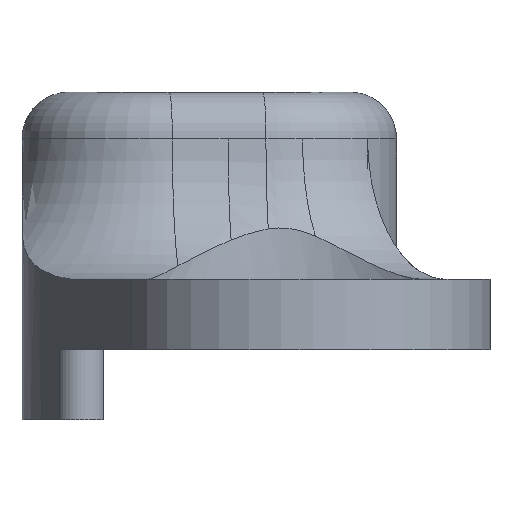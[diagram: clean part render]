
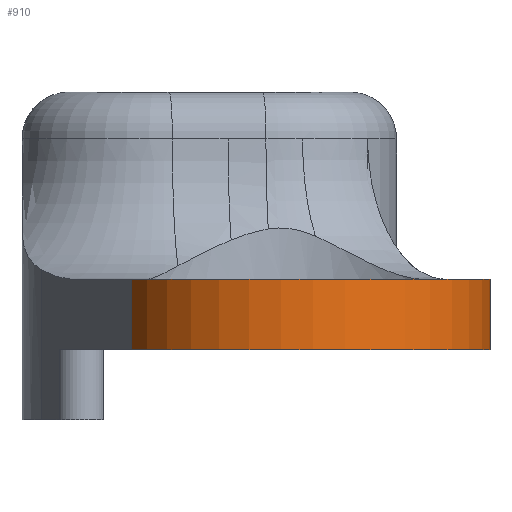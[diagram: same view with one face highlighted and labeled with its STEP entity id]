
A CAD part, left-side view. The second image highlights one B-rep face of the part: STEP entity #910.
In plain terms, the highlighted cylindrical face has radius 4 mm (diameter 8 mm), a partial arc.
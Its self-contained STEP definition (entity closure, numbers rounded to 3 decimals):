
#92=LINE('',#1702,#152);
#93=LINE('',#1704,#153);
#152=VECTOR('',#1269,10.);
#153=VECTOR('',#1272,10.);
#210=FACE_OUTER_BOUND('',#264,.T.);
#264=EDGE_LOOP('',(#771,#772,#773,#774));
#328=CIRCLE('',#1021,4.);
#331=CIRCLE('',#1026,4.);
#420=VERTEX_POINT('',#1674);
#421=VERTEX_POINT('',#1676);
#428=VERTEX_POINT('',#1693);
#429=VERTEX_POINT('',#1695);
#541=EDGE_CURVE('',#420,#421,#328,.T.);
#550=EDGE_CURVE('',#429,#428,#331,.T.);
#554=EDGE_CURVE('',#428,#421,#92,.T.);
#555=EDGE_CURVE('',#429,#420,#93,.T.);
#771=ORIENTED_EDGE('',*,*,#550,.T.);
#772=ORIENTED_EDGE('',*,*,#554,.T.);
#773=ORIENTED_EDGE('',*,*,#541,.F.);
#774=ORIENTED_EDGE('',*,*,#555,.F.);
#869=CYLINDRICAL_SURFACE('',#1028,4.);
#910=ADVANCED_FACE('',(#210),#869,.T.);
#1021=AXIS2_PLACEMENT_3D('',#1677,#1246,#1247);
#1026=AXIS2_PLACEMENT_3D('',#1696,#1262,#1263);
#1028=AXIS2_PLACEMENT_3D('',#1703,#1270,#1271);
#1246=DIRECTION('center_axis',(0.,0.,1.));
#1247=DIRECTION('ref_axis',(-1.,0.,0.));
#1262=DIRECTION('center_axis',(0.,0.,1.));
#1263=DIRECTION('ref_axis',(-1.,0.,0.));
#1269=DIRECTION('',(0.,0.,1.));
#1270=DIRECTION('center_axis',(0.,0.,1.));
#1271=DIRECTION('ref_axis',(-1.,0.,0.));
#1272=DIRECTION('',(0.,0.,1.));
#1674=CARTESIAN_POINT('',(2.401,38.916,1.5));
#1676=CARTESIAN_POINT('',(6.144,31.873,1.5));
#1677=CARTESIAN_POINT('Origin',(4.,35.25,1.5));
#1693=CARTESIAN_POINT('',(6.144,31.873,0.));
#1695=CARTESIAN_POINT('',(2.401,38.916,0.));
#1696=CARTESIAN_POINT('Origin',(4.,35.25,0.));
#1702=CARTESIAN_POINT('',(6.144,31.873,0.));
#1703=CARTESIAN_POINT('Origin',(4.,35.25,0.));
#1704=CARTESIAN_POINT('',(2.401,38.916,0.));
